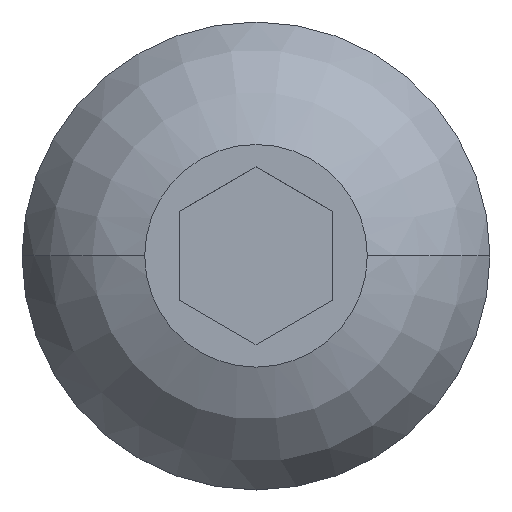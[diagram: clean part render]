
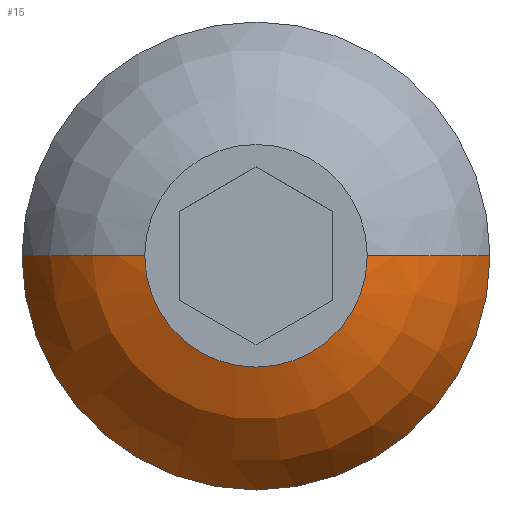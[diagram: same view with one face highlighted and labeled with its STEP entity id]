
A CAD part, top view. The second image highlights one B-rep face of the part: STEP entity #15.
In plain terms, the highlighted toroidal (fillet/blend) face has major radius 1.062 mm and minor radius 2.913 mm.
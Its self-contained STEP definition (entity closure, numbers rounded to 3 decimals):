
#15 = ADVANCED_FACE ( 'NONE', ( #622 ), #196, .T. ) ;
#22 = CIRCLE ( 'NONE', #678, 1.808 ) ;
#30 = DIRECTION ( 'NONE',  ( 0., 1., 0. ) ) ;
#40 = DIRECTION ( 'NONE',  ( -1., 0., 0. ) ) ;
#49 = DIRECTION ( 'NONE',  ( 0., 0., 1. ) ) ;
#64 = ORIENTED_EDGE ( 'NONE', *, *, #511, .F. ) ;
#92 = CARTESIAN_POINT ( 'NONE',  ( 1.062, 0., -0.616 ) ) ;
#93 = CARTESIAN_POINT ( 'NONE',  ( 0., 0., -0.616 ) ) ;
#118 = DIRECTION ( 'NONE',  ( 0., 0., -1. ) ) ;
#125 = EDGE_CURVE ( 'NONE', #484, #294, #188, .T. ) ;
#143 = CARTESIAN_POINT ( 'NONE',  ( -1.808, 0., 2.2 ) ) ;
#162 = VERTEX_POINT ( 'NONE', #646 ) ;
#173 = CARTESIAN_POINT ( 'NONE',  ( 1.808, 0., 2.2 ) ) ;
#186 = DIRECTION ( 'NONE',  ( -1., 0., 0. ) ) ;
#188 = CIRCLE ( 'NONE', #417, 2.913 ) ;
#191 = CARTESIAN_POINT ( 'NONE',  ( 0., 0., 0.38 ) ) ;
#196 = TOROIDAL_SURFACE ( 'NONE', #737, 1.062, 2.913 ) ;
#202 = EDGE_CURVE ( 'NONE', #162, #294, #448, .T. ) ;
#267 = ORIENTED_EDGE ( 'NONE', *, *, #202, .F. ) ;
#286 = EDGE_LOOP ( 'NONE', ( #64, #557, #681, #267 ) ) ;
#294 = VERTEX_POINT ( 'NONE', #670 ) ;
#345 = DIRECTION ( 'NONE',  ( 0., -1., 0. ) ) ;
#360 = CIRCLE ( 'NONE', #440, 2.913 ) ;
#417 = AXIS2_PLACEMENT_3D ( 'NONE', #653, #345, #768 ) ;
#440 = AXIS2_PLACEMENT_3D ( 'NONE', #92, #30, #40 ) ;
#448 = CIRCLE ( 'NONE', #723, 3.8 ) ;
#457 = DIRECTION ( 'NONE',  ( 0., 0., -1. ) ) ;
#484 = VERTEX_POINT ( 'NONE', #143 ) ;
#511 = EDGE_CURVE ( 'NONE', #728, #162, #360, .T. ) ;
#520 = DIRECTION ( 'NONE',  ( -1., 0., 0. ) ) ;
#557 = ORIENTED_EDGE ( 'NONE', *, *, #761, .F. ) ;
#590 = DIRECTION ( 'NONE',  ( -1., 0., 0. ) ) ;
#603 = CARTESIAN_POINT ( 'NONE',  ( 0., 0., 2.2 ) ) ;
#622 = FACE_OUTER_BOUND ( 'NONE', #286, .T. ) ;
#646 = CARTESIAN_POINT ( 'NONE',  ( 3.8, 0., 0.38 ) ) ;
#653 = CARTESIAN_POINT ( 'NONE',  ( -1.062, 0., -0.616 ) ) ;
#670 = CARTESIAN_POINT ( 'NONE',  ( -3.8, 0., 0.38 ) ) ;
#678 = AXIS2_PLACEMENT_3D ( 'NONE', #603, #49, #590 ) ;
#681 = ORIENTED_EDGE ( 'NONE', *, *, #125, .T. ) ;
#723 = AXIS2_PLACEMENT_3D ( 'NONE', #191, #118, #186 ) ;
#728 = VERTEX_POINT ( 'NONE', #173 ) ;
#737 = AXIS2_PLACEMENT_3D ( 'NONE', #93, #457, #520 ) ;
#761 = EDGE_CURVE ( 'NONE', #484, #728, #22, .T. ) ;
#768 = DIRECTION ( 'NONE',  ( 0., 0., -1. ) ) ;
